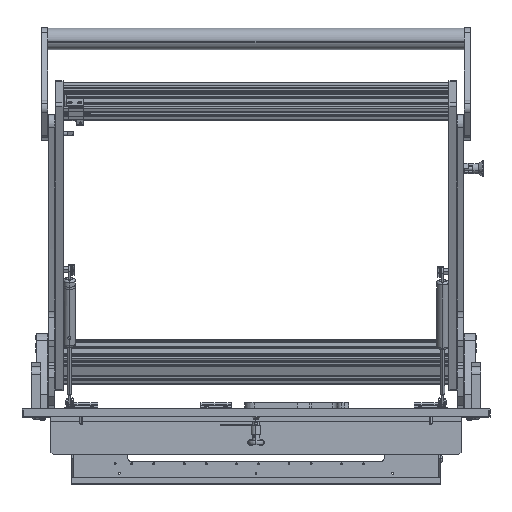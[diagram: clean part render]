
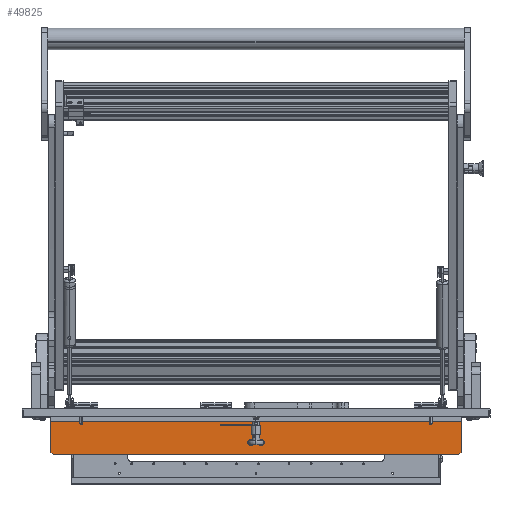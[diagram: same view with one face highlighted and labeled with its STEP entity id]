
A CAD part, top view. The second image highlights one B-rep face of the part: STEP entity #49825.
In plain terms, the highlighted face is planar.
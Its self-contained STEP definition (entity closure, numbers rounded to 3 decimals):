
#232 = AXIS2_PLACEMENT_3D ( 'NONE', #67901, #61247, #16629 ) ;
#1269 = CARTESIAN_POINT ( 'NONE',  ( -6., -6., 270. ) ) ;
#1461 = DIRECTION ( 'NONE',  ( 0., 1., 0. ) ) ;
#3404 = CARTESIAN_POINT ( 'NONE',  ( -6., -47., -270. ) ) ;
#4913 = CARTESIAN_POINT ( 'NONE',  ( -6., -6., 270. ) ) ;
#5638 = DIRECTION ( 'NONE',  ( 0., 1., 0. ) ) ;
#5707 = CARTESIAN_POINT ( 'NONE',  ( -6., -34., -7. ) ) ;
#6844 = VERTEX_POINT ( 'NONE', #31516 ) ;
#8225 = EDGE_CURVE ( 'NONE', #27622, #13233, #60776, .T. ) ;
#8806 = ORIENTED_EDGE ( 'NONE', *, *, #80649, .T. ) ;
#9932 = CARTESIAN_POINT ( 'NONE',  ( -6., -50., 270. ) ) ;
#11271 = VERTEX_POINT ( 'NONE', #27534 ) ;
#11915 = PLANE ( 'NONE',  #61195 ) ;
#11921 = VECTOR ( 'NONE', #34431, 1000. ) ;
#13233 = VERTEX_POINT ( 'NONE', #16467 ) ;
#13823 = LINE ( 'NONE', #65928, #32088 ) ;
#14993 = AXIS2_PLACEMENT_3D ( 'NONE', #27381, #40293, #65784 ) ;
#16467 = CARTESIAN_POINT ( 'NONE',  ( -6., -50., -267. ) ) ;
#16629 = DIRECTION ( 'NONE',  ( 0., 1., 0. ) ) ;
#18194 = DIRECTION ( 'NONE',  ( 0., 1., 0. ) ) ;
#18943 = ORIENTED_EDGE ( 'NONE', *, *, #51428, .T. ) ;
#24311 = VERTEX_POINT ( 'NONE', #32852 ) ;
#27174 = LINE ( 'NONE', #52605, #61962 ) ;
#27381 = CARTESIAN_POINT ( 'NONE',  ( -6., -34., 7. ) ) ;
#27517 = DIRECTION ( 'NONE',  ( 0., -1., 0. ) ) ;
#27534 = CARTESIAN_POINT ( 'NONE',  ( -6., -6., -270. ) ) ;
#27622 = VERTEX_POINT ( 'NONE', #72875 ) ;
#28187 = CARTESIAN_POINT ( 'NONE',  ( -6., -47., 270. ) ) ;
#28371 = ORIENTED_EDGE ( 'NONE', *, *, #63711, .T. ) ;
#29532 = VERTEX_POINT ( 'NONE', #35011 ) ;
#30658 = CARTESIAN_POINT ( 'NONE',  ( -6., -6., 270. ) ) ;
#31516 = CARTESIAN_POINT ( 'NONE',  ( -6., -34., 8.7 ) ) ;
#32088 = VECTOR ( 'NONE', #27517, 1000. ) ;
#32208 = AXIS2_PLACEMENT_3D ( 'NONE', #5707, #67880, #18194 ) ;
#32852 = CARTESIAN_POINT ( 'NONE',  ( -6., -47., 270. ) ) ;
#33097 = DIRECTION ( 'NONE',  ( 1., 0., 0. ) ) ;
#34431 = DIRECTION ( 'NONE',  ( 0., 0.707, 0.707 ) ) ;
#35011 = CARTESIAN_POINT ( 'NONE',  ( -6., -34., -8.7 ) ) ;
#36043 = VERTEX_POINT ( 'NONE', #68997 ) ;
#36151 = ORIENTED_EDGE ( 'NONE', *, *, #69754, .T. ) ;
#36512 = DIRECTION ( 'NONE',  ( 1., 0., 0. ) ) ;
#37471 = VERTEX_POINT ( 'NONE', #67716 ) ;
#38879 = CIRCLE ( 'NONE', #32208, 1.7 ) ;
#40293 = DIRECTION ( 'NONE',  ( 1., 0., 0. ) ) ;
#42090 = VERTEX_POINT ( 'NONE', #64078 ) ;
#43952 = FACE_OUTER_BOUND ( 'NONE', #56619, .T. ) ;
#45264 = EDGE_CURVE ( 'NONE', #29532, #37471, #54702, .T. ) ;
#45793 = EDGE_CURVE ( 'NONE', #6844, #42090, #74833, .T. ) ;
#46098 = ORIENTED_EDGE ( 'NONE', *, *, #68675, .T. ) ;
#46513 = LINE ( 'NONE', #28187, #11921 ) ;
#47051 = DIRECTION ( 'NONE',  ( 0., -1., 0. ) ) ;
#47613 = ORIENTED_EDGE ( 'NONE', *, *, #45264, .T. ) ;
#48682 = LINE ( 'NONE', #4913, #64109 ) ;
#49104 = DIRECTION ( 'NONE',  ( 0., 0., -1. ) ) ;
#49165 = ORIENTED_EDGE ( 'NONE', *, *, #56265, .F. ) ;
#49360 = AXIS2_PLACEMENT_3D ( 'NONE', #65690, #33097, #1461 ) ;
#49825 = ADVANCED_FACE ( 'NONE', ( #75318, #56937, #43952 ), #11915, .F. ) ;
#51428 = EDGE_CURVE ( 'NONE', #36043, #11271, #48682, .T. ) ;
#51635 = ORIENTED_EDGE ( 'NONE', *, *, #45793, .T. ) ;
#52605 = CARTESIAN_POINT ( 'NONE',  ( -6., -50., -267. ) ) ;
#53429 = DIRECTION ( 'NONE',  ( 0., -0.707, 0.707 ) ) ;
#54702 = CIRCLE ( 'NONE', #49360, 1.7 ) ;
#55958 = VERTEX_POINT ( 'NONE', #3404 ) ;
#56265 = EDGE_CURVE ( 'NONE', #36043, #24311, #66680, .T. ) ;
#56619 = EDGE_LOOP ( 'NONE', ( #59071, #28371, #49165, #18943, #46098, #36151 ) ) ;
#56937 = FACE_BOUND ( 'NONE', #64425, .T. ) ;
#58967 = CIRCLE ( 'NONE', #14993, 1.7 ) ;
#59071 = ORIENTED_EDGE ( 'NONE', *, *, #8225, .F. ) ;
#60776 = LINE ( 'NONE', #9932, #71193 ) ;
#61195 = AXIS2_PLACEMENT_3D ( 'NONE', #30658, #36512, #5638 ) ;
#61247 = DIRECTION ( 'NONE',  ( 1., 0., 0. ) ) ;
#61962 = VECTOR ( 'NONE', #53429, 1000. ) ;
#63711 = EDGE_CURVE ( 'NONE', #27622, #24311, #46513, .T. ) ;
#64078 = CARTESIAN_POINT ( 'NONE',  ( -6., -34., 5.3 ) ) ;
#64109 = VECTOR ( 'NONE', #49104, 1000. ) ;
#64425 = EDGE_LOOP ( 'NONE', ( #47613, #70092 ) ) ;
#65690 = CARTESIAN_POINT ( 'NONE',  ( -6., -34., -7. ) ) ;
#65784 = DIRECTION ( 'NONE',  ( 0., 1., 0. ) ) ;
#65928 = CARTESIAN_POINT ( 'NONE',  ( -6., -6., -270. ) ) ;
#66680 = LINE ( 'NONE', #1269, #81073 ) ;
#67716 = CARTESIAN_POINT ( 'NONE',  ( -6., -34., -5.3 ) ) ;
#67880 = DIRECTION ( 'NONE',  ( 1., 0., 0. ) ) ;
#67901 = CARTESIAN_POINT ( 'NONE',  ( -6., -34., 7. ) ) ;
#68278 = DIRECTION ( 'NONE',  ( 0., 0., -1. ) ) ;
#68675 = EDGE_CURVE ( 'NONE', #11271, #55958, #13823, .T. ) ;
#68997 = CARTESIAN_POINT ( 'NONE',  ( -6., -6., 270. ) ) ;
#69754 = EDGE_CURVE ( 'NONE', #55958, #13233, #27174, .T. ) ;
#70092 = ORIENTED_EDGE ( 'NONE', *, *, #70302, .T. ) ;
#70302 = EDGE_CURVE ( 'NONE', #37471, #29532, #38879, .T. ) ;
#71193 = VECTOR ( 'NONE', #68278, 1000. ) ;
#72875 = CARTESIAN_POINT ( 'NONE',  ( -6., -50., 267. ) ) ;
#74833 = CIRCLE ( 'NONE', #232, 1.7 ) ;
#75318 = FACE_BOUND ( 'NONE', #78679, .T. ) ;
#78679 = EDGE_LOOP ( 'NONE', ( #8806, #51635 ) ) ;
#80649 = EDGE_CURVE ( 'NONE', #42090, #6844, #58967, .T. ) ;
#81073 = VECTOR ( 'NONE', #47051, 1000. ) ;
